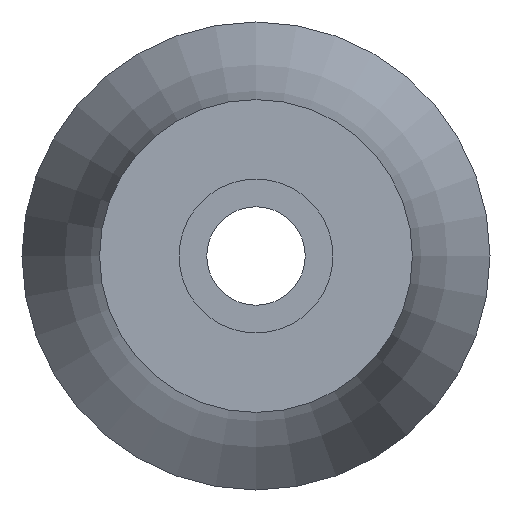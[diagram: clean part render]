
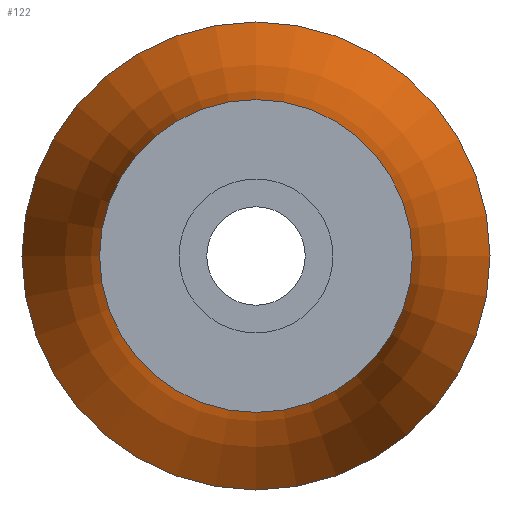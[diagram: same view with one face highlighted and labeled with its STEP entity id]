
A CAD part, front view. The second image highlights one B-rep face of the part: STEP entity #122.
In plain terms, the highlighted toroidal (fillet/blend) face has major radius 82.136 mm and minor radius 69.436 mm.
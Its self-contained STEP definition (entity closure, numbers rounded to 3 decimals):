
#15=TOROIDAL_SURFACE('',#149,82.137,69.437);
#35=FACE_OUTER_BOUND('',#46,.T.);
#46=EDGE_LOOP('',(#95,#96,#97,#98));
#57=CIRCLE('',#148,12.7);
#58=CIRCLE('',#150,69.437);
#59=CIRCLE('',#151,19.);
#67=VERTEX_POINT('',#216);
#68=VERTEX_POINT('',#219);
#77=EDGE_CURVE('',#67,#67,#57,.T.);
#78=EDGE_CURVE('',#67,#68,#58,.T.);
#79=EDGE_CURVE('',#68,#68,#59,.T.);
#95=ORIENTED_EDGE('',*,*,#77,.T.);
#96=ORIENTED_EDGE('',*,*,#78,.T.);
#97=ORIENTED_EDGE('',*,*,#79,.F.);
#98=ORIENTED_EDGE('',*,*,#78,.F.);
#122=ADVANCED_FACE('',(#35),#15,.F.);
#148=AXIS2_PLACEMENT_3D('',#217,#176,#177);
#149=AXIS2_PLACEMENT_3D('',#218,#178,#179);
#150=AXIS2_PLACEMENT_3D('',#220,#180,#181);
#151=AXIS2_PLACEMENT_3D('',#221,#182,#183);
#176=DIRECTION('center_axis',(0.,1.,0.));
#177=DIRECTION('ref_axis',(1.,0.,0.));
#178=DIRECTION('center_axis',(0.,1.,0.));
#179=DIRECTION('ref_axis',(0.,0.,1.));
#180=DIRECTION('center_axis',(-1.,0.,0.));
#181=DIRECTION('ref_axis',(0.,0.,
-1.));
#182=DIRECTION('center_axis',(0.,1.,0.));
#183=DIRECTION('ref_axis',(1.,0.,0.));
#216=CARTESIAN_POINT('',(0.,18.,-12.7));
#217=CARTESIAN_POINT('Origin',(0.,18.,0.));
#218=CARTESIAN_POINT('Origin',(0.,18.,0.));
#219=CARTESIAN_POINT('',(0.,46.9,-19.));
#220=CARTESIAN_POINT('Origin',(0.,18.,-82.137));
#221=CARTESIAN_POINT('Origin',(0.,46.9,0.));
